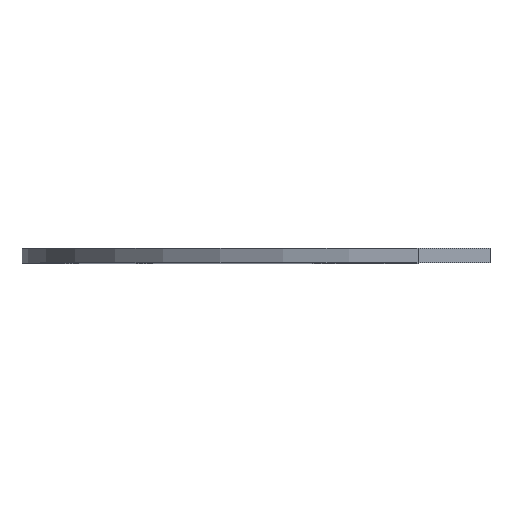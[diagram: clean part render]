
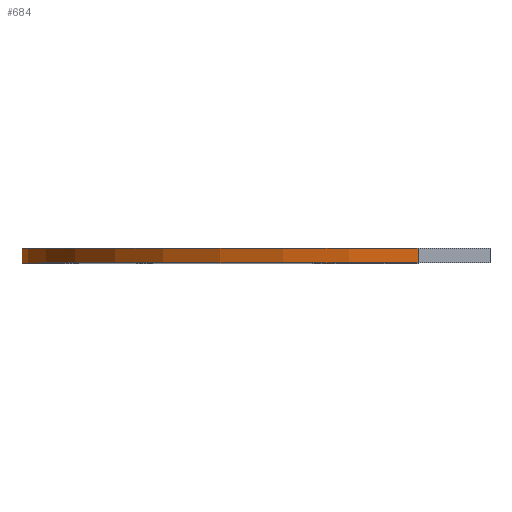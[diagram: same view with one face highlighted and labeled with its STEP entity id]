
A CAD part, top view. The second image highlights one B-rep face of the part: STEP entity #684.
In plain terms, the highlighted cylindrical face has radius 82.5 mm (diameter 165 mm), a partial arc.
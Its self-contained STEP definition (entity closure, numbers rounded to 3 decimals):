
#29 = LINE ( 'NONE', #54, #61 ) ;
#46 = CARTESIAN_POINT ( 'NONE',  ( 0., 3., 0. ) ) ;
#54 = CARTESIAN_POINT ( 'NONE',  ( 0., 0., -82.5 ) ) ;
#58 = EDGE_LOOP ( 'NONE', ( #636, #252, #658, #243 ) ) ;
#61 = VECTOR ( 'NONE', #133, 1000. ) ;
#85 = LINE ( 'NONE', #262, #871 ) ;
#86 = DIRECTION ( 'NONE',  ( 0., 0., -1. ) ) ;
#99 = DIRECTION ( 'NONE',  ( 0., 0., 1. ) ) ;
#104 = CARTESIAN_POINT ( 'NONE',  ( 0., 0., 0. ) ) ;
#109 = EDGE_CURVE ( 'NONE', #884, #942, #85, .T. ) ;
#133 = DIRECTION ( 'NONE',  ( 0., 1., 0. ) ) ;
#230 = CARTESIAN_POINT ( 'NONE',  ( 0., 3., 0. ) ) ;
#240 = DIRECTION ( 'NONE',  ( 0., -1., 0. ) ) ;
#242 = AXIS2_PLACEMENT_3D ( 'NONE', #46, #829, #659 ) ;
#243 = ORIENTED_EDGE ( 'NONE', *, *, #455, .F. ) ;
#246 = CIRCLE ( 'NONE', #774, 82.5 ) ;
#247 = VERTEX_POINT ( 'NONE', #563 ) ;
#252 = ORIENTED_EDGE ( 'NONE', *, *, #673, .T. ) ;
#260 = FACE_OUTER_BOUND ( 'NONE', #58, .T. ) ;
#262 = CARTESIAN_POINT ( 'NONE',  ( 0., 0., 82.5 ) ) ;
#282 = EDGE_CURVE ( 'NONE', #803, #247, #29, .T. ) ;
#400 = CYLINDRICAL_SURFACE ( 'NONE', #655, 82.5 ) ;
#455 = EDGE_CURVE ( 'NONE', #247, #942, #472, .T. ) ;
#472 = CIRCLE ( 'NONE', #242, 82.5 ) ;
#493 = DIRECTION ( 'NONE',  ( 0., 1., 0. ) ) ;
#550 = CARTESIAN_POINT ( 'NONE',  ( 0., 0., 82.5 ) ) ;
#563 = CARTESIAN_POINT ( 'NONE',  ( 0., 3., -82.5 ) ) ;
#636 = ORIENTED_EDGE ( 'NONE', *, *, #282, .F. ) ;
#655 = AXIS2_PLACEMENT_3D ( 'NONE', #230, #240, #86 ) ;
#658 = ORIENTED_EDGE ( 'NONE', *, *, #109, .T. ) ;
#659 = DIRECTION ( 'NONE',  ( 0., 0., 1. ) ) ;
#673 = EDGE_CURVE ( 'NONE', #803, #884, #246, .T. ) ;
#684 = ADVANCED_FACE ( 'NONE', ( #260 ), #400, .T. ) ;
#737 = CARTESIAN_POINT ( 'NONE',  ( 0., 3., 82.5 ) ) ;
#774 = AXIS2_PLACEMENT_3D ( 'NONE', #104, #963, #99 ) ;
#803 = VERTEX_POINT ( 'NONE', #822 ) ;
#822 = CARTESIAN_POINT ( 'NONE',  ( 0., 0., -82.5 ) ) ;
#829 = DIRECTION ( 'NONE',  ( 0., 1., 0. ) ) ;
#871 = VECTOR ( 'NONE', #493, 1000. ) ;
#884 = VERTEX_POINT ( 'NONE', #550 ) ;
#942 = VERTEX_POINT ( 'NONE', #737 ) ;
#963 = DIRECTION ( 'NONE',  ( 0., 1., 0. ) ) ;
